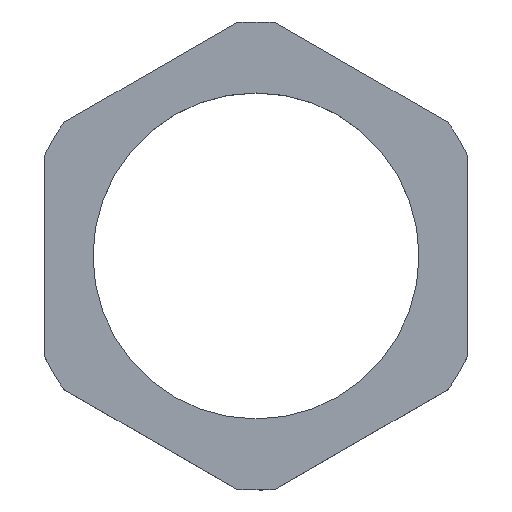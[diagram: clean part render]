
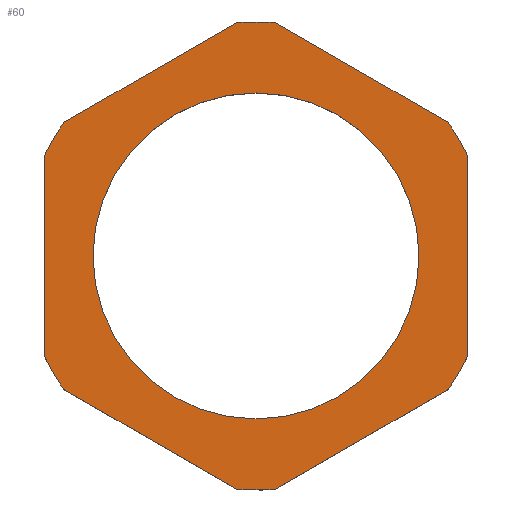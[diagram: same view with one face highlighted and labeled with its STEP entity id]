
A CAD part, top view. The second image highlights one B-rep face of the part: STEP entity #60.
In plain terms, the highlighted planar face has unit normal (0, 0, 1).
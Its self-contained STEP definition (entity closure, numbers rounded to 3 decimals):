
#60=ADVANCED_FACE('',(#131,#132),#75,.T.);
#75=PLANE('',#327);
#83=LINE('',#440,#107);
#84=LINE('',#444,#108);
#85=LINE('',#448,#109);
#86=LINE('',#452,#110);
#87=LINE('',#456,#111);
#88=LINE('',#460,#112);
#107=VECTOR('',#355,1.);
#108=VECTOR('',#358,1.);
#109=VECTOR('',#361,1.);
#110=VECTOR('',#364,1.);
#111=VECTOR('',#367,1.);
#112=VECTOR('',#370,1.);
#131=FACE_BOUND('',#137,.T.);
#132=FACE_BOUND('',#138,.T.);
#137=EDGE_LOOP('',(#155));
#138=EDGE_LOOP('',(#156,#157,#158,#159,#160,#161,#162,#163,#164,#165,#166,
#167));
#155=ORIENTED_EDGE('',*,*,#257,.F.);
#156=ORIENTED_EDGE('',*,*,#258,.T.);
#157=ORIENTED_EDGE('',*,*,#259,.T.);
#158=ORIENTED_EDGE('',*,*,#260,.T.);
#159=ORIENTED_EDGE('',*,*,#261,.T.);
#160=ORIENTED_EDGE('',*,*,#262,.T.);
#161=ORIENTED_EDGE('',*,*,#263,.T.);
#162=ORIENTED_EDGE('',*,*,#264,.T.);
#163=ORIENTED_EDGE('',*,*,#265,.T.);
#164=ORIENTED_EDGE('',*,*,#266,.T.);
#165=ORIENTED_EDGE('',*,*,#267,.T.);
#166=ORIENTED_EDGE('',*,*,#268,.T.);
#167=ORIENTED_EDGE('',*,*,#269,.F.);
#231=VERTEX_POINT('',#436);
#232=VERTEX_POINT('',#438);
#233=VERTEX_POINT('',#439);
#234=VERTEX_POINT('',#441);
#235=VERTEX_POINT('',#443);
#236=VERTEX_POINT('',#445);
#237=VERTEX_POINT('',#447);
#238=VERTEX_POINT('',#449);
#239=VERTEX_POINT('',#451);
#240=VERTEX_POINT('',#453);
#241=VERTEX_POINT('',#455);
#242=VERTEX_POINT('',#457);
#243=VERTEX_POINT('',#459);
#257=EDGE_CURVE('',#231,#231,#295,.T.);
#258=EDGE_CURVE('',#232,#233,#296,.T.);
#259=EDGE_CURVE('',#233,#234,#83,.T.);
#260=EDGE_CURVE('',#234,#235,#297,.T.);
#261=EDGE_CURVE('',#235,#236,#84,.T.);
#262=EDGE_CURVE('',#236,#237,#298,.T.);
#263=EDGE_CURVE('',#237,#238,#85,.T.);
#264=EDGE_CURVE('',#238,#239,#299,.T.);
#265=EDGE_CURVE('',#239,#240,#86,.T.);
#266=EDGE_CURVE('',#240,#241,#300,.T.);
#267=EDGE_CURVE('',#241,#242,#87,.T.);
#268=EDGE_CURVE('',#242,#243,#301,.T.);
#269=EDGE_CURVE('',#232,#243,#88,.T.);
#295=CIRCLE('',#320,6.93);
#296=CIRCLE('',#321,9.95);
#297=CIRCLE('',#322,9.95);
#298=CIRCLE('',#323,9.95);
#299=CIRCLE('',#324,9.95);
#300=CIRCLE('',#325,9.95);
#301=CIRCLE('',#326,9.95);
#320=AXIS2_PLACEMENT_3D('',#435,#351,#352);
#321=AXIS2_PLACEMENT_3D('',#437,#353,#354);
#322=AXIS2_PLACEMENT_3D('',#442,#356,#357);
#323=AXIS2_PLACEMENT_3D('',#446,#359,#360);
#324=AXIS2_PLACEMENT_3D('',#450,#362,#363);
#325=AXIS2_PLACEMENT_3D('',#454,#365,#366);
#326=AXIS2_PLACEMENT_3D('',#458,#368,#369);
#327=AXIS2_PLACEMENT_3D('',#461,#371,#372);
#351=DIRECTION('',(0.,0.,1.));
#352=DIRECTION('',(-1.,0.,0.));
#353=DIRECTION('',(0.,0.,1.));
#354=DIRECTION('',(-0.083,-0.997,0.));
#355=DIRECTION('',(0.866,0.5,0.));
#356=DIRECTION('',(0.,0.,1.));
#357=DIRECTION('',(0.822,-0.57,0.));
#358=DIRECTION('',(0.,1.,0.));
#359=DIRECTION('',(0.,0.,1.));
#360=DIRECTION('',(0.905,0.426,0.));
#361=DIRECTION('',(-0.866,0.5,0.));
#362=DIRECTION('',(0.,0.,1.));
#363=DIRECTION('',(0.083,0.997,0.));
#364=DIRECTION('',(-0.866,-0.5,0.));
#365=DIRECTION('',(0.,0.,1.));
#366=DIRECTION('',(-0.822,0.57,0.));
#367=DIRECTION('',(0.,-1.,0.));
#368=DIRECTION('',(0.,0.,1.));
#369=DIRECTION('',(-0.905,-0.426,0.));
#370=DIRECTION('',(-0.866,0.5,0.));
#371=DIRECTION('',(0.,0.,1.));
#372=DIRECTION('',(0.,-1.,0.));
#435=CARTESIAN_POINT('',(-6.459,0.183,2.9));
#436=CARTESIAN_POINT('',(-13.389,0.183,2.9));
#437=CARTESIAN_POINT('',(-6.459,0.183,2.9));
#438=CARTESIAN_POINT('',(-7.284,-9.732,2.9));
#439=CARTESIAN_POINT('',(-5.633,-9.732,2.9));
#440=CARTESIAN_POINT('',(-5.633,-9.732,2.9));
#441=CARTESIAN_POINT('',(1.716,-5.489,2.9));
#442=CARTESIAN_POINT('',(-6.459,0.183,2.9));
#443=CARTESIAN_POINT('',(2.541,-4.06,2.9));
#444=CARTESIAN_POINT('',(2.541,-4.06,2.9));
#445=CARTESIAN_POINT('',(2.541,4.426,2.9));
#446=CARTESIAN_POINT('',(-6.459,0.183,2.9));
#447=CARTESIAN_POINT('',(1.716,5.856,2.9));
#448=CARTESIAN_POINT('',(1.716,5.856,2.9));
#449=CARTESIAN_POINT('',(-5.633,10.099,2.9));
#450=CARTESIAN_POINT('',(-6.459,0.183,2.9));
#451=CARTESIAN_POINT('',(-7.284,10.099,2.9));
#452=CARTESIAN_POINT('',(-7.284,10.099,2.9));
#453=CARTESIAN_POINT('',(-14.633,5.856,2.9));
#454=CARTESIAN_POINT('',(-6.459,0.183,2.9));
#455=CARTESIAN_POINT('',(-15.459,4.426,2.9));
#456=CARTESIAN_POINT('',(-15.459,4.426,2.9));
#457=CARTESIAN_POINT('',(-15.459,-4.06,2.9));
#458=CARTESIAN_POINT('',(-6.459,0.183,2.9));
#459=CARTESIAN_POINT('',(-14.633,-5.489,2.9));
#460=CARTESIAN_POINT('',(-7.284,-9.732,2.9));
#461=CARTESIAN_POINT('',(-15.909,10.631,2.9));
